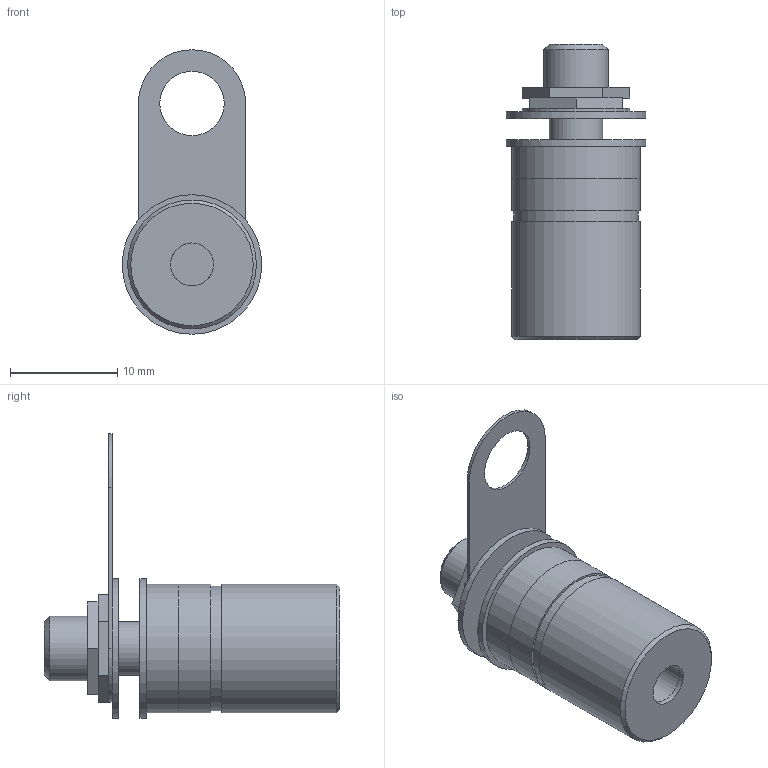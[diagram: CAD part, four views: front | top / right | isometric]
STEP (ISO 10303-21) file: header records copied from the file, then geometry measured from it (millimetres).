
FILE_DESCRIPTION(('FreeCAD Model'),'2;1');
FILE_NAME('Monacor_BP-250G_rt.step','2021-01-26T11:29:42',('Author'),(''), 'Open CASCADE STEP processor 7.3','FreeCAD','Unknown');
FILE_SCHEMA(('AUTOMOTIVE_DESIGN { 1 0 10303 214 1 1 1 1 }'));
Length unit declared in the file: millimetre
Products named in the file (1): Monacor_BP-250G_rt
Bounding box: 13 x 27.5 x 26.5 mm (x, y, z)
Volume: 2023.8 mm3; surface area: 3583.2 mm2
Topology: 9 solids, 9 shells, 66 faces, 128 edges, 83 vertices
Faces by surface type: plane 36, cylinder 25, cone 5
Full cylindrical faces by diameter (mm): 4 x3, 5 x1, 6 x8, 9 x1, 10 x4, 11.6 x1, 12 x3, 13 x2
Entity records: 5174 total; most frequent: CARTESIAN_POINT 1986, DIRECTION 509, ORIENTED_EDGE 256, PCURVE 256, DEFINITIONAL_REPRESENTATION 256, LINE 251, VECTOR 251, EDGE_CURVE 128
